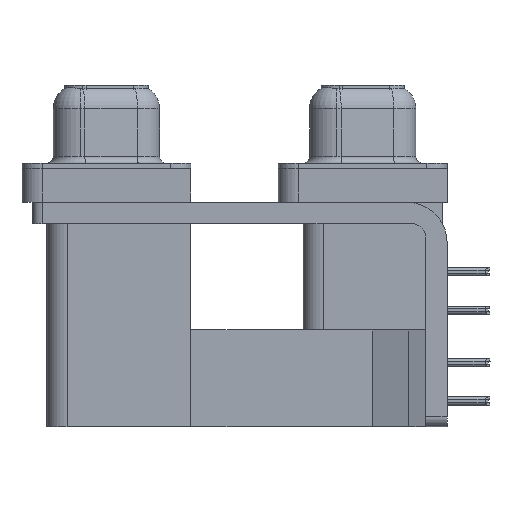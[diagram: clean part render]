
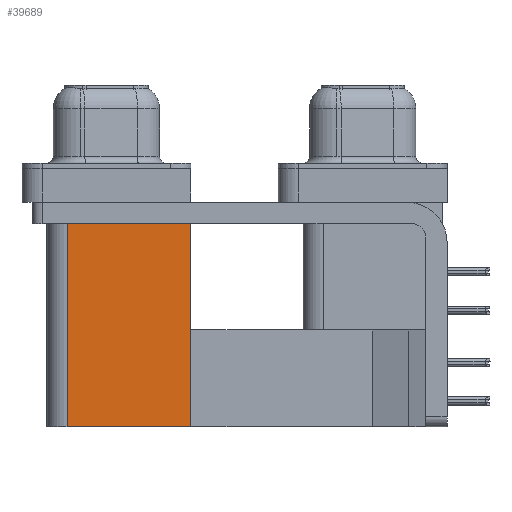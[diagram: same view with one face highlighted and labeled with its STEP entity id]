
A CAD part, left-side view. The second image highlights one B-rep face of the part: STEP entity #39689.
In plain terms, the highlighted planar face has unit normal (-1, 0, 0).
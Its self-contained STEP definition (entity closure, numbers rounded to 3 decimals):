
#1477 = VERTEX_POINT ( 'NONE', #26515 ) ;
#1595 = CARTESIAN_POINT ( 'NONE',  ( 3.79, 12.775, -19.2 ) ) ;
#3260 = VECTOR ( 'NONE', #34806, 1000. ) ;
#3860 = DIRECTION ( 'NONE',  ( 0., 1., 0. ) ) ;
#4817 = AXIS2_PLACEMENT_3D ( 'NONE', #19786, #33373, #36559 ) ;
#4849 = EDGE_CURVE ( 'NONE', #6530, #13130, #24581, .T. ) ;
#5362 = VECTOR ( 'NONE', #13845, 1000. ) ;
#6530 = VERTEX_POINT ( 'NONE', #1595 ) ;
#8000 = VECTOR ( 'NONE', #14827, 1000. ) ;
#8009 = CARTESIAN_POINT ( 'NONE',  ( 3.79, 12.775, -19.2 ) ) ;
#13130 = VERTEX_POINT ( 'NONE', #32664 ) ;
#13219 = ORIENTED_EDGE ( 'NONE', *, *, #16807, .F. ) ;
#13845 = DIRECTION ( 'NONE',  ( 0., 0., 1. ) ) ;
#14827 = DIRECTION ( 'NONE',  ( 0., 1., 0. ) ) ;
#16647 = CARTESIAN_POINT ( 'NONE',  ( 3.79, 12.775, -2.5 ) ) ;
#16651 = CARTESIAN_POINT ( 'NONE',  ( 3.79, 21.975, -2.5 ) ) ;
#16807 = EDGE_CURVE ( 'NONE', #1477, #30192, #19623, .T. ) ;
#18203 = CARTESIAN_POINT ( 'NONE',  ( 3.79, 12.775, -19.2 ) ) ;
#19623 = LINE ( 'NONE', #39789, #5362 ) ;
#19786 = CARTESIAN_POINT ( 'NONE',  ( 3.79, 12.775, -19.2 ) ) ;
#22957 = FACE_OUTER_BOUND ( 'NONE', #38051, .T. ) ;
#23408 = EDGE_CURVE ( 'NONE', #6530, #1477, #37160, .T. ) ;
#24390 = ORIENTED_EDGE ( 'NONE', *, *, #26794, .T. ) ;
#24581 = LINE ( 'NONE', #18203, #3260 ) ;
#26515 = CARTESIAN_POINT ( 'NONE',  ( 3.79, 21.975, -19.2 ) ) ;
#26707 = VECTOR ( 'NONE', #3860, 1000. ) ;
#26794 = EDGE_CURVE ( 'NONE', #13130, #30192, #38977, .T. ) ;
#27195 = PLANE ( 'NONE',  #4817 ) ;
#30192 = VERTEX_POINT ( 'NONE', #16651 ) ;
#32664 = CARTESIAN_POINT ( 'NONE',  ( 3.79, 12.775, -2.5 ) ) ;
#33373 = DIRECTION ( 'NONE',  ( 1., 0., 0. ) ) ;
#33938 = ORIENTED_EDGE ( 'NONE', *, *, #4849, .T. ) ;
#34089 = ORIENTED_EDGE ( 'NONE', *, *, #23408, .F. ) ;
#34806 = DIRECTION ( 'NONE',  ( 0., 0., 1. ) ) ;
#36559 = DIRECTION ( 'NONE',  ( 0., 1., 0. ) ) ;
#37160 = LINE ( 'NONE', #8009, #8000 ) ;
#38051 = EDGE_LOOP ( 'NONE', ( #24390, #13219, #34089, #33938 ) ) ;
#38977 = LINE ( 'NONE', #16647, #26707 ) ;
#39689 = ADVANCED_FACE ( 'NONE', ( #22957 ), #27195, .F. ) ;
#39789 = CARTESIAN_POINT ( 'NONE',  ( 3.79, 21.975, -19.2 ) ) ;
